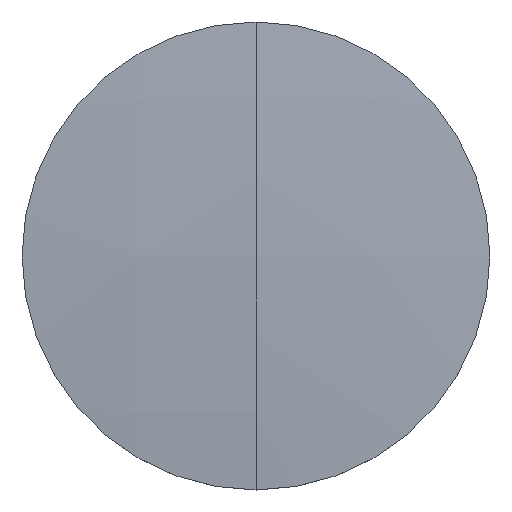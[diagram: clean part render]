
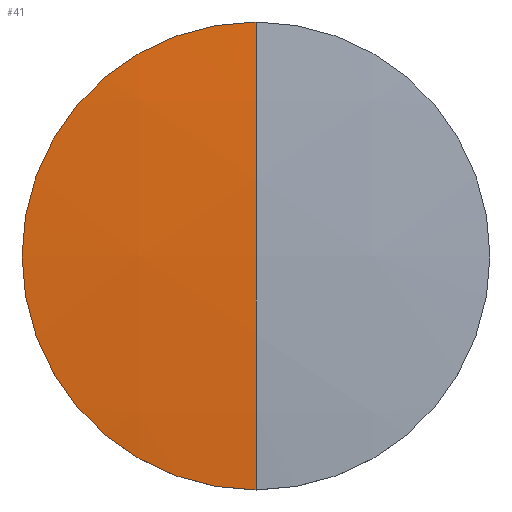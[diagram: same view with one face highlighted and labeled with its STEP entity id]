
A CAD part, top view. The second image highlights one B-rep face of the part: STEP entity #41.
In plain terms, the highlighted spherical face has radius 308.17 mm.
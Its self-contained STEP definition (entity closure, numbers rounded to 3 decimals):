
#17 = ORIENTED_EDGE ( 'NONE', *, *, #18, .T. ) ;
#18 = EDGE_CURVE ( 'NONE', #25, #75, #114, .T. ) ;
#25 = VERTEX_POINT ( 'NONE', #107 ) ;
#41 = ADVANCED_FACE ( 'NONE', ( #178 ), #212, .T. ) ;
#42 = EDGE_LOOP ( 'NONE', ( #81, #58, #73, #17 ) ) ;
#57 = VERTEX_POINT ( 'NONE', #236 ) ;
#58 = ORIENTED_EDGE ( 'NONE', *, *, #59, .T. ) ;
#59 = EDGE_CURVE ( 'NONE', #57, #60, #231, .T. ) ;
#60 = VERTEX_POINT ( 'NONE', #258 ) ;
#72 = EDGE_CURVE ( 'NONE', #75, #57, #239, .T. ) ;
#73 = ORIENTED_EDGE ( 'NONE', *, *, #74, .F. ) ;
#74 = EDGE_CURVE ( 'NONE', #25, #60, #271, .T. ) ;
#75 = VERTEX_POINT ( 'NONE', #267 ) ;
#81 = ORIENTED_EDGE ( 'NONE', *, *, #72, .T. ) ;
#98 = CARTESIAN_POINT ( 'NONE',  ( 0., 0., 1.501 ) ) ;
#107 = CARTESIAN_POINT ( 'NONE',  ( 0., 25.4, 1.501 ) ) ;
#111 = DIRECTION ( 'NONE',  ( 1., 0., 0. ) ) ;
#112 = DIRECTION ( 'NONE',  ( 0., 0., 1. ) ) ;
#113 = AXIS2_PLACEMENT_3D ( 'NONE', #98, #112, #111 ) ;
#114 = CIRCLE ( 'NONE', #113, 25.4 ) ;
#178 = FACE_OUTER_BOUND ( 'NONE', #42, .T. ) ;
#200 = CARTESIAN_POINT ( 'NONE',  ( 0., 0., -305.62 ) ) ;
#201 = AXIS2_PLACEMENT_3D ( 'NONE', #200, #217, #214 ) ;
#212 = SPHERICAL_SURFACE ( 'NONE', #201, 308.17 ) ;
#214 = DIRECTION ( 'NONE',  ( 0., 1., 0. ) ) ;
#217 = DIRECTION ( 'NONE',  ( -1., 0., 0. ) ) ;
#228 = DIRECTION ( 'NONE',  ( 0., -1., 0. ) ) ;
#229 = DIRECTION ( 'NONE',  ( -1., 0., 0. ) ) ;
#230 = AXIS2_PLACEMENT_3D ( 'NONE', #233, #229, #228 ) ;
#231 = CIRCLE ( 'NONE', #230, 308.17 ) ;
#233 = CARTESIAN_POINT ( 'NONE',  ( 0., 0., -305.62 ) ) ;
#236 = CARTESIAN_POINT ( 'NONE',  ( 0., -25.4, 1.501 ) ) ;
#239 = CIRCLE ( 'NONE', #257, 25.4 ) ;
#240 = CARTESIAN_POINT ( 'NONE',  ( 0., 0., -305.62 ) ) ;
#254 = DIRECTION ( 'NONE',  ( 1., 0., 0. ) ) ;
#255 = DIRECTION ( 'NONE',  ( 0., 0., 1. ) ) ;
#256 = CARTESIAN_POINT ( 'NONE',  ( 0., 0., 1.501 ) ) ;
#257 = AXIS2_PLACEMENT_3D ( 'NONE', #256, #255, #254 ) ;
#258 = CARTESIAN_POINT ( 'NONE',  ( 0., 0., 2.55 ) ) ;
#267 = CARTESIAN_POINT ( 'NONE',  ( -25.4, 0., 1.501 ) ) ;
#268 = DIRECTION ( 'NONE',  ( 0., 0., -1. ) ) ;
#269 = DIRECTION ( 'NONE',  ( 1., 0., 0. ) ) ;
#270 = AXIS2_PLACEMENT_3D ( 'NONE', #240, #269, #268 ) ;
#271 = CIRCLE ( 'NONE', #270, 308.17 ) ;
